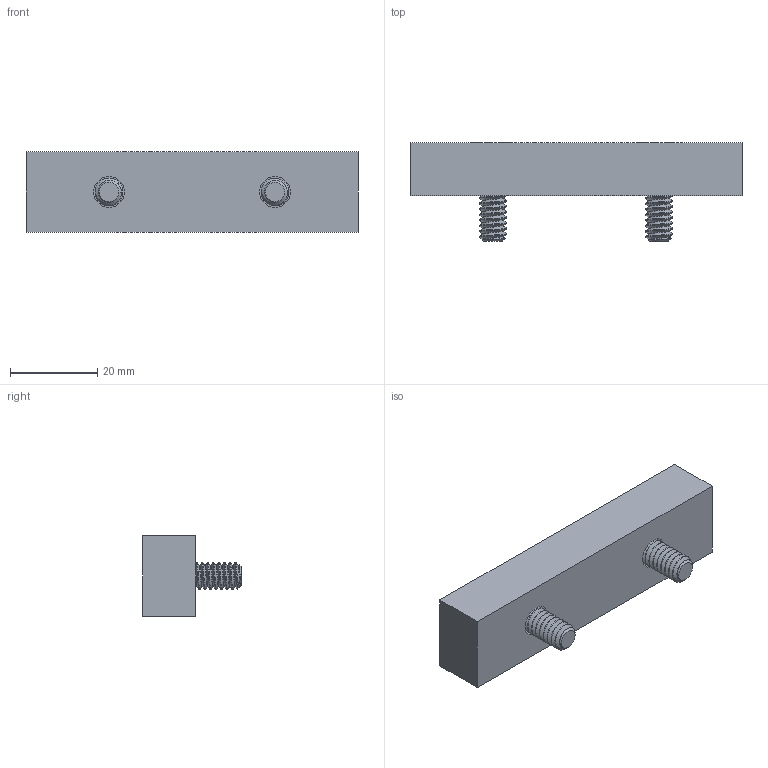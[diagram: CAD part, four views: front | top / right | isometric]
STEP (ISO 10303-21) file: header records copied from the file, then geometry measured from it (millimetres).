
FILE_DESCRIPTION (( 'STEP AP214' ), '1' );
FILE_NAME ('33200.STEP', '2017-06-06T12:35:21', ( 'Mike W' ), ( '' ), 'SwSTEP 2.0', 'SolidWorks 2017', '' );
FILE_SCHEMA (( 'AUTOMOTIVE_DESIGN' ));
Length unit declared in the file: inch
Products named in the file (3): 142058 SHCS_142058 SHCS; 33200; 332001_332001
Assembly tree (3 placements, depth 2):
  33200
    332001_332001
    142058 SHCS_142058 SHCS  x2
Bounding box: 76.2 x 22.61 x 18.54 mm (x, y, z)
Volume: 17170.4 mm3; surface area: 7338.9 mm2
Topology: 3 solids, 3 shells, 172 faces, 446 edges, 286 vertices
Faces by surface type: cylinder 114, plane 28, cone 26, bspline 4
Entity records: 4248 total; most frequent: CARTESIAN_POINT 2135, ORIENTED_EDGE 482, DIRECTION 360, EDGE_CURVE 241, VERTEX_POINT 155, AXIS2_PLACEMENT_3D 135, EDGE_LOOP 102, FACE_OUTER_BOUND 94
